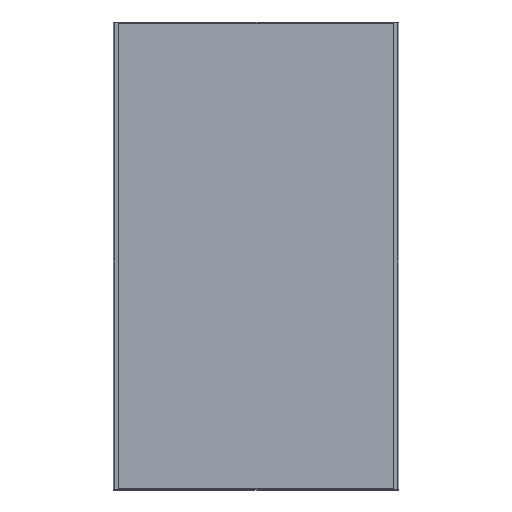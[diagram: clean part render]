
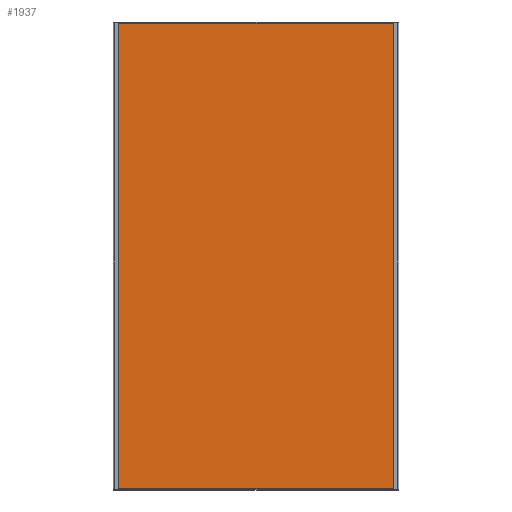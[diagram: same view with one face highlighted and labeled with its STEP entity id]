
A CAD part, top view. The second image highlights one B-rep face of the part: STEP entity #1937.
In plain terms, the highlighted planar face has unit normal (0, 0, 1).
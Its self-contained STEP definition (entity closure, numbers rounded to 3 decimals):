
#258 = VERTEX_POINT ( 'NONE', #3140 ) ;
#373 = CARTESIAN_POINT ( 'NONE',  ( -547.929, 896., 0. ) ) ;
#399 = CARTESIAN_POINT ( 'NONE',  ( -546., -897.929, 0. ) ) ;
#460 = PLANE ( 'NONE',  #2086 ) ;
#535 = EDGE_LOOP ( 'NONE', ( #1729, #876, #887, #3090 ) ) ;
#688 = VERTEX_POINT ( 'NONE', #2376 ) ;
#704 = DIRECTION ( 'NONE',  ( 1., 0., 0. ) ) ;
#762 = VECTOR ( 'NONE', #878, 1000. ) ;
#785 = VERTEX_POINT ( 'NONE', #1742 ) ;
#876 = ORIENTED_EDGE ( 'NONE', *, *, #1973, .F. ) ;
#878 = DIRECTION ( 'NONE',  ( 0., 1., 0. ) ) ;
#887 = ORIENTED_EDGE ( 'NONE', *, *, #1873, .F. ) ;
#905 = DIRECTION ( 'NONE',  ( 0., 0., 1. ) ) ;
#1080 = DIRECTION ( 'NONE',  ( 0., -1., 0. ) ) ;
#1159 = CARTESIAN_POINT ( 'NONE',  ( 547.929, -896., 0. ) ) ;
#1204 = EDGE_CURVE ( 'NONE', #785, #258, #2610, .T. ) ;
#1314 = LINE ( 'NONE', #2079, #2965 ) ;
#1403 = CARTESIAN_POINT ( 'NONE',  ( 0., 0., 0. ) ) ;
#1432 = VERTEX_POINT ( 'NONE', #1748 ) ;
#1474 = VECTOR ( 'NONE', #1854, 1000. ) ;
#1485 = EDGE_CURVE ( 'NONE', #1432, #785, #2318, .T. ) ;
#1659 = LINE ( 'NONE', #1159, #2601 ) ;
#1729 = ORIENTED_EDGE ( 'NONE', *, *, #1485, .F. ) ;
#1742 = CARTESIAN_POINT ( 'NONE',  ( -546., 896., 0. ) ) ;
#1748 = CARTESIAN_POINT ( 'NONE',  ( -546., -896., 0. ) ) ;
#1854 = DIRECTION ( 'NONE',  ( 1., 0., 0. ) ) ;
#1873 = EDGE_CURVE ( 'NONE', #258, #688, #1314, .T. ) ;
#1937 = ADVANCED_FACE ( 'NONE', ( #2402 ), #460, .T. ) ;
#1973 = EDGE_CURVE ( 'NONE', #688, #1432, #1659, .T. ) ;
#2079 = CARTESIAN_POINT ( 'NONE',  ( 546., 897.929, 0. ) ) ;
#2086 = AXIS2_PLACEMENT_3D ( 'NONE', #1403, #905, #704 ) ;
#2146 = DIRECTION ( 'NONE',  ( -1., 0., 0. ) ) ;
#2318 = LINE ( 'NONE', #399, #762 ) ;
#2376 = CARTESIAN_POINT ( 'NONE',  ( 546., -896., 0. ) ) ;
#2402 = FACE_OUTER_BOUND ( 'NONE', #535, .T. ) ;
#2601 = VECTOR ( 'NONE', #2146, 1000. ) ;
#2610 = LINE ( 'NONE', #373, #1474 ) ;
#2965 = VECTOR ( 'NONE', #1080, 1000. ) ;
#3090 = ORIENTED_EDGE ( 'NONE', *, *, #1204, .F. ) ;
#3140 = CARTESIAN_POINT ( 'NONE',  ( 546., 896., 0. ) ) ;
